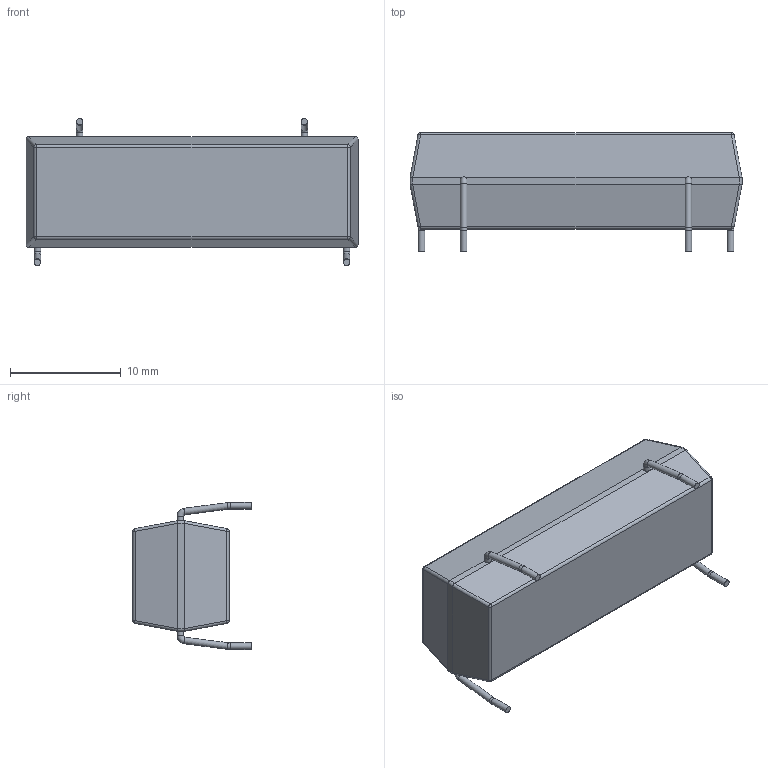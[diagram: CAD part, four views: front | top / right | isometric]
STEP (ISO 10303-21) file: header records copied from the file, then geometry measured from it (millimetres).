
FILE_DESCRIPTION(/* description */ (''),/* implementation_level */ '2;1');
FILE_NAME(/* name */ 'Standex_KT.stp',/* time_stamp */ '2018-06-19T11:27:17+02:00',/* author */ ('grego'),/* organization */ (''),/* preprocessor_version */ 'ST-DEVELOPER v17',/* originating_system */ 'Autodesk Inventor 2018',/* authorisation */ '');
FILE_SCHEMA (('AUTOMOTIVE_DESIGN { 1 0 10303 214 3 1 1 }'));
Length unit declared in the file: millimetre
Products named in the file (3): Assembly2; Body; Leg
Assembly tree (5 placements, depth 2):
  Assembly2
    Body
    Leg  x4
Bounding box: 30 x 10.7 x 13.3 mm (x, y, z)
Volume: 2379.3 mm3; surface area: 1208.6 mm2
Topology: 5 solids, 5 shells, 70 faces, 156 edges, 96 vertices
Faces by surface type: cylinder 32, plane 22, sphere 8, torus 8
Full cylindrical faces by diameter (mm): 0.6 x12
Entity records: 1489 total; most frequent: DIRECTION 285, CARTESIAN_POINT 234, ORIENTED_EDGE 222, AXIS2_PLACEMENT_3D 117, EDGE_CURVE 111, VERTEX_POINT 66, LINE 51, VECTOR 51
